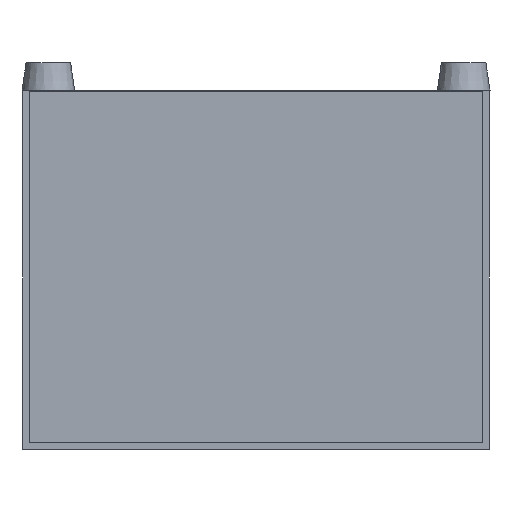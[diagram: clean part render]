
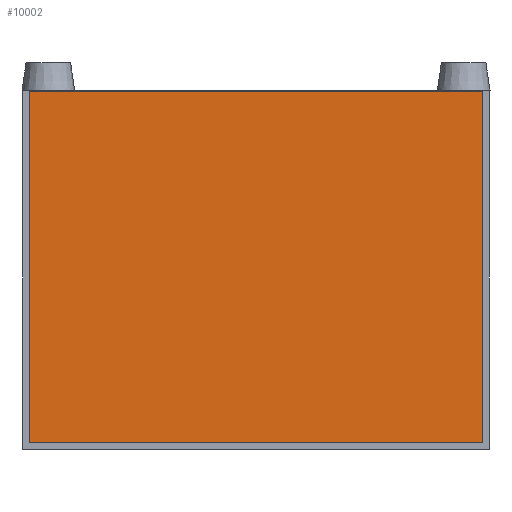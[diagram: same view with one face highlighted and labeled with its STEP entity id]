
A CAD part, left-side view. The second image highlights one B-rep face of the part: STEP entity #10002.
In plain terms, the highlighted planar face has unit normal (-1, 0, 0).
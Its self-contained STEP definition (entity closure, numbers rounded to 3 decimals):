
#3130 = PLANE ( 'NONE',  #124703 ) ;
#3634 = EDGE_CURVE ( 'NONE', #100516, #119764, #105302, .T. ) ;
#4221 = EDGE_CURVE ( 'NONE', #119764, #104448, #95921, .T. ) ;
#6118 = VERTEX_POINT ( 'NONE', #117853 ) ;
#10002 = ADVANCED_FACE ( 'NONE', ( #82626 ), #3130, .T. ) ;
#13924 = CARTESIAN_POINT ( 'NONE',  ( -107., 0., 0. ) ) ;
#17473 = DIRECTION ( 'NONE',  ( 0., 1., 0. ) ) ;
#20171 = DIRECTION ( 'NONE',  ( 0., 0., -1. ) ) ;
#22688 = EDGE_CURVE ( 'NONE', #104448, #6118, #24190, .T. ) ;
#24190 = LINE ( 'NONE', #35602, #112157 ) ;
#30450 = VECTOR ( 'NONE', #98049, 1000. ) ;
#35516 = ORIENTED_EDGE ( 'NONE', *, *, #4221, .T. ) ;
#35602 = CARTESIAN_POINT ( 'NONE',  ( -107., 63.2, -48.2 ) ) ;
#37823 = CARTESIAN_POINT ( 'NONE',  ( -107., -63.2, 49.85 ) ) ;
#48255 = CARTESIAN_POINT ( 'NONE',  ( -107., 63.2, -48.2 ) ) ;
#51549 = LINE ( 'NONE', #119010, #30450 ) ;
#62899 = DIRECTION ( 'NONE',  ( -1., 0., 0. ) ) ;
#63291 = EDGE_CURVE ( 'NONE', #6118, #100516, #51549, .T. ) ;
#63613 = DIRECTION ( 'NONE',  ( 0., -1., 0. ) ) ;
#64140 = DIRECTION ( 'NONE',  ( 0., 0., 1. ) ) ;
#67901 = CARTESIAN_POINT ( 'NONE',  ( -107., 63.2, 49.85 ) ) ;
#80662 = VECTOR ( 'NONE', #20171, 1000. ) ;
#82626 = FACE_OUTER_BOUND ( 'NONE', #124037, .T. ) ;
#83426 = ORIENTED_EDGE ( 'NONE', *, *, #22688, .T. ) ;
#91898 = ORIENTED_EDGE ( 'NONE', *, *, #3634, .T. ) ;
#95921 = LINE ( 'NONE', #67901, #80662 ) ;
#96474 = VECTOR ( 'NONE', #17473, 1000. ) ;
#98049 = DIRECTION ( 'NONE',  ( 0., 0., 1. ) ) ;
#100516 = VERTEX_POINT ( 'NONE', #106596 ) ;
#101039 = CARTESIAN_POINT ( 'NONE',  ( -107., 63.2, 49.85 ) ) ;
#102471 = ORIENTED_EDGE ( 'NONE', *, *, #63291, .T. ) ;
#104448 = VERTEX_POINT ( 'NONE', #48255 ) ;
#105302 = LINE ( 'NONE', #37823, #96474 ) ;
#106596 = CARTESIAN_POINT ( 'NONE',  ( -107., -63.2, 49.85 ) ) ;
#112157 = VECTOR ( 'NONE', #63613, 1000. ) ;
#117853 = CARTESIAN_POINT ( 'NONE',  ( -107., -63.2, -48.2 ) ) ;
#119010 = CARTESIAN_POINT ( 'NONE',  ( -107., -63.2, 49.85 ) ) ;
#119764 = VERTEX_POINT ( 'NONE', #101039 ) ;
#124037 = EDGE_LOOP ( 'NONE', ( #91898, #35516, #83426, #102471 ) ) ;
#124703 = AXIS2_PLACEMENT_3D ( 'NONE', #13924, #62899, #64140 ) ;
